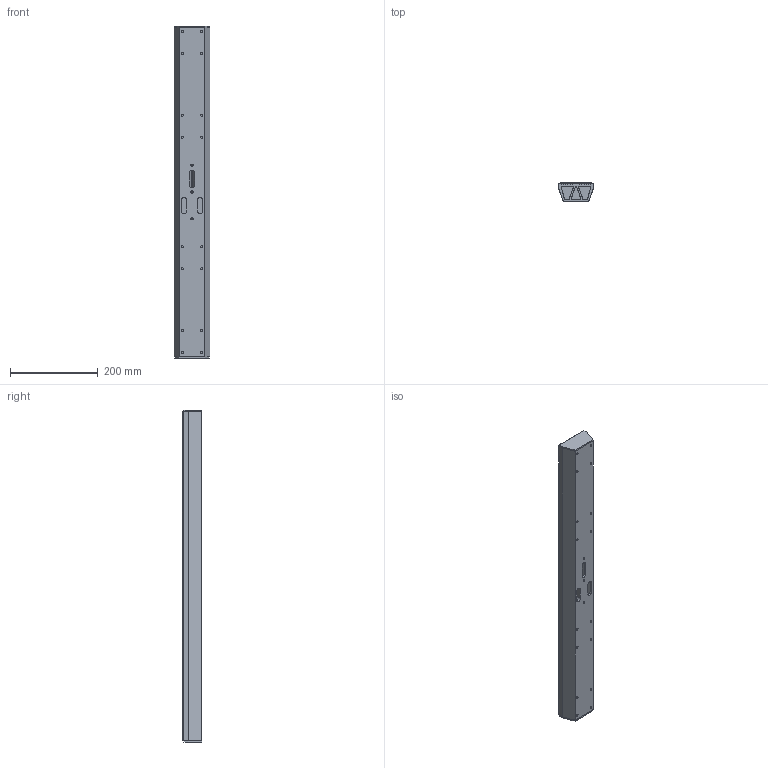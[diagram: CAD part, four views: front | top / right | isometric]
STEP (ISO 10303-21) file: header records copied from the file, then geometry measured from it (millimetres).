
FILE_DESCRIPTION (( 'STEP AP214' ), '1' );
FILE_NAME ('80mm T Series Conveyor Length 750mm Updated 2.0.STEP', '2023-03-23T18:49:51', ( '' ), ( '' ), 'SwSTEP 2.0', 'SolidWorks 2022', '' );
FILE_SCHEMA (( 'AUTOMOTIVE_DESIGN' ));
Length unit declared in the file: millimetre
Products named in the file (1): 80mm T Series Conveyor Length 750mm Updated 2.0
Bounding box: 80 x 43.28 x 756 mm (x, y, z)
Volume: 1155651.8 mm3; surface area: 533593.1 mm2
Topology: 9 solids, 9 shells, 440 faces, 1280 edges, 836 vertices
Faces by surface type: cylinder 269, plane 145, cone 26
Entity records: 16046 total; most frequent: CARTESIAN_POINT 3441, DIRECTION 2678, ORIENTED_EDGE 2560, EDGE_CURVE 1280, AXIS2_PLACEMENT_3D 1009, VERTEX_POINT 836, LINE 660, VECTOR 660
